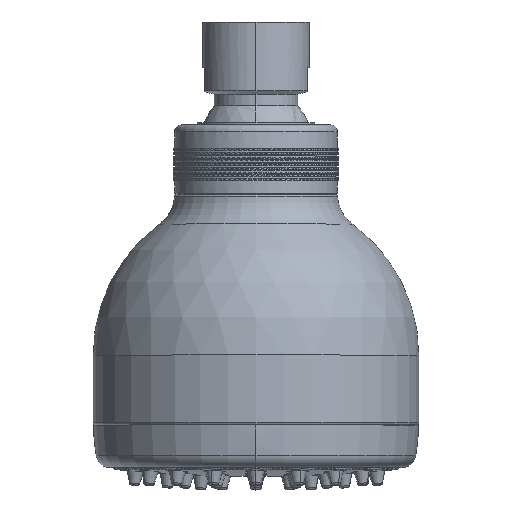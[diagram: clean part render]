
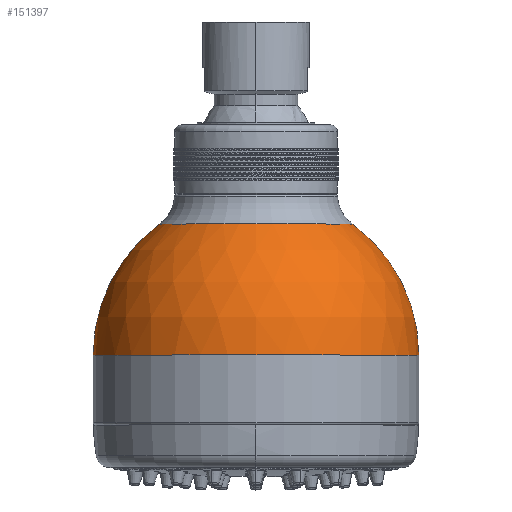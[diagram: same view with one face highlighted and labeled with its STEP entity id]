
A CAD part, top view. The second image highlights one B-rep face of the part: STEP entity #151397.
In plain terms, the highlighted spherical face has radius 35 mm.
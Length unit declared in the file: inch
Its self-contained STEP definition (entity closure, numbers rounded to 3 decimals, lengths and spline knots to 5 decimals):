
#22313=CARTESIAN_POINT('',(0.,-0.88583,0.));
#22314=DIRECTION('',(0.,0.,1.));
#22315=DIRECTION('',(1.,0.,0.));
#22316=AXIS2_PLACEMENT_3D('',#22313,#22314,#22315);
#22329=CARTESIAN_POINT('',(0.,-0.88583,0.));
#22330=DIRECTION('',(0.,0.,-1.));
#22331=DIRECTION('',(-1.,0.,0.));
#22332=AXIS2_PLACEMENT_3D('',#22329,#22330,#22331);
#22337=CARTESIAN_POINT('',(0.,0.2237,0.));
#22338=DIRECTION('',(0.,1.,0.));
#22339=DIRECTION('',(-1.,0.,0.));
#22340=AXIS2_PLACEMENT_3D('',#22337,#22338,#22339);
#22345=CARTESIAN_POINT('',(0.,-0.88583,0.));
#22346=DIRECTION('',(0.,-1.,0.));
#22347=DIRECTION('',(1.,0.,0.));
#22348=AXIS2_PLACEMENT_3D('',#22345,#22346,#22347);
#123316=CARTESIAN_POINT('',(-1.37794,-0.88583,0.));
#123317=VERTEX_POINT('',#123316);
#123318=CARTESIAN_POINT('',(1.37795,-0.88583,0.));
#123319=VERTEX_POINT('',#123318);
#123320=CARTESIAN_POINT('',(-0.81714,0.2237,
0.00001));
#123321=VERTEX_POINT('',#123320);
#123322=CARTESIAN_POINT('',(0.81714,0.2237,
-0.00001));
#123323=VERTEX_POINT('',#123322);
#151385=CARTESIAN_POINT('',(0.,-0.88583,0.));
#151386=DIRECTION('',(0.,-1.,0.));
#151387=DIRECTION('',(0.998,0.,-0.063));
#151388=AXIS2_PLACEMENT_3D('',#151385,#151386,#151387);
#151389=SPHERICAL_SURFACE('',#151388,1.37795);
#151390=ORIENTED_EDGE('',*,*,#151375,.T.);
#151392=ORIENTED_EDGE('',*,*,#151391,.T.);
#151393=ORIENTED_EDGE('',*,*,#151378,.F.);
#151394=ORIENTED_EDGE('',*,*,#151349,.T.);
#151395=EDGE_LOOP('',(#151390,#151392,#151393,#151394));
#151396=FACE_OUTER_BOUND('',#151395,.F.);
#151397=ADVANCED_FACE('',(#151396),#151389,.T.);
#22317=CIRCLE('',#22316,1.37795);
#22333=CIRCLE('',#22332,1.37795);
#22341=CIRCLE('',#22340,0.81713);
#22349=CIRCLE('',#22348,1.37795);
#151349=EDGE_CURVE('',#123319,#123317,#22349,.T.);
#151375=EDGE_CURVE('',#123317,#123321,#22333,.T.);
#151378=EDGE_CURVE('',#123319,#123323,#22317,.T.);
#151391=EDGE_CURVE('',#123321,#123323,#22341,.T.);
